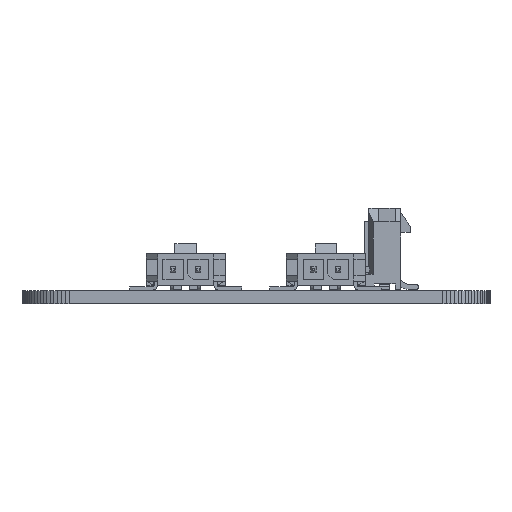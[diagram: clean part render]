
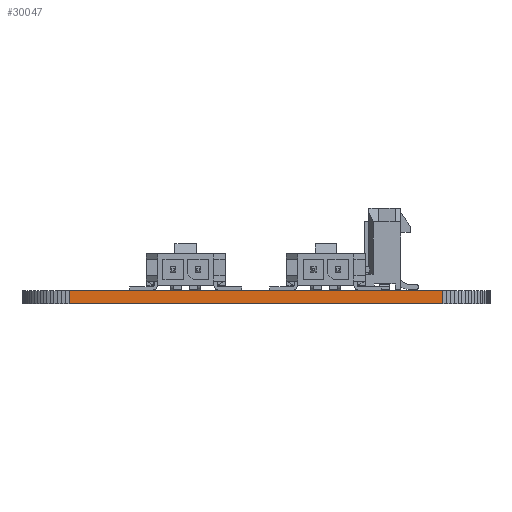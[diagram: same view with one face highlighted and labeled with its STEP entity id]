
A CAD part, left-side view. The second image highlights one B-rep face of the part: STEP entity #30047.
In plain terms, the highlighted planar face has unit normal (-1, 0, 0).
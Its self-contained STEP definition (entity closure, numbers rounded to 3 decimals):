
#24565 = PLANE('',#24566);
#24566 = AXIS2_PLACEMENT_3D('',#24567,#24568,#24569);
#24567 = CARTESIAN_POINT('',(145.5,-108.75,1.6));
#24568 = DIRECTION('',(-0.,-0.,-1.));
#24569 = DIRECTION('',(-1.,0.,0.));
#24619 = PLANE('',#24620);
#24620 = AXIS2_PLACEMENT_3D('',#24621,#24622,#24623);
#24621 = CARTESIAN_POINT('',(145.5,-108.75,0.));
#24622 = DIRECTION('',(-0.,-0.,-1.));
#24623 = DIRECTION('',(-1.,0.,0.));
#26324 = VERTEX_POINT('',#26325);
#26325 = CARTESIAN_POINT('',(115.25,-131.5,0.));
#26339 = PLANE('',#26340);
#26340 = AXIS2_PLACEMENT_3D('',#26341,#26342,#26343);
#26341 = CARTESIAN_POINT('',(115.27,-131.975,0.));
#26342 = DIRECTION('',(-0.999,-0.041,0.));
#26343 = DIRECTION('',(-0.041,0.999,0.));
#26351 = EDGE_CURVE('',#26324,#26352,#26354,.T.);
#26352 = VERTEX_POINT('',#26353);
#26353 = CARTESIAN_POINT('',(115.25,-86.,0.));
#26354 = SURFACE_CURVE('',#26355,(#26359,#26366),.PCURVE_S1.);
#26355 = LINE('',#26356,#26357);
#26356 = CARTESIAN_POINT('',(115.25,-131.5,0.));
#26357 = VECTOR('',#26358,1.);
#26358 = DIRECTION('',(0.,1.,0.));
#26359 = PCURVE('',#24619,#26360);
#26360 = DEFINITIONAL_REPRESENTATION('',(#26361),#26365);
#26361 = LINE('',#26362,#26363);
#26362 = CARTESIAN_POINT('',(30.25,-22.75));
#26363 = VECTOR('',#26364,1.);
#26364 = DIRECTION('',(0.,1.));
#26365 = ( GEOMETRIC_REPRESENTATION_CONTEXT(2) 
PARAMETRIC_REPRESENTATION_CONTEXT() REPRESENTATION_CONTEXT('2D SPACE',''
  ) );
#26366 = PCURVE('',#26367,#26372);
#26367 = PLANE('',#26368);
#26368 = AXIS2_PLACEMENT_3D('',#26369,#26370,#26371);
#26369 = CARTESIAN_POINT('',(115.25,-131.5,0.));
#26370 = DIRECTION('',(-1.,0.,0.));
#26371 = DIRECTION('',(0.,1.,0.));
#26372 = DEFINITIONAL_REPRESENTATION('',(#26373),#26377);
#26373 = LINE('',#26374,#26375);
#26374 = CARTESIAN_POINT('',(0.,0.));
#26375 = VECTOR('',#26376,1.);
#26376 = DIRECTION('',(1.,0.));
#26377 = ( GEOMETRIC_REPRESENTATION_CONTEXT(2) 
PARAMETRIC_REPRESENTATION_CONTEXT() REPRESENTATION_CONTEXT('2D SPACE',''
  ) );
#26395 = PLANE('',#26396);
#26396 = AXIS2_PLACEMENT_3D('',#26397,#26398,#26399);
#26397 = CARTESIAN_POINT('',(115.25,-86.,0.));
#26398 = DIRECTION('',(-0.999,0.041,0.));
#26399 = DIRECTION('',(0.041,0.999,0.));
#28344 = VERTEX_POINT('',#28345);
#28345 = CARTESIAN_POINT('',(115.25,-131.5,1.6));
#28366 = EDGE_CURVE('',#28344,#28367,#28369,.T.);
#28367 = VERTEX_POINT('',#28368);
#28368 = CARTESIAN_POINT('',(115.25,-86.,1.6));
#28369 = SURFACE_CURVE('',#28370,(#28374,#28381),.PCURVE_S1.);
#28370 = LINE('',#28371,#28372);
#28371 = CARTESIAN_POINT('',(115.25,-131.5,1.6));
#28372 = VECTOR('',#28373,1.);
#28373 = DIRECTION('',(0.,1.,0.));
#28374 = PCURVE('',#24565,#28375);
#28375 = DEFINITIONAL_REPRESENTATION('',(#28376),#28380);
#28376 = LINE('',#28377,#28378);
#28377 = CARTESIAN_POINT('',(30.25,-22.75));
#28378 = VECTOR('',#28379,1.);
#28379 = DIRECTION('',(0.,1.));
#28380 = ( GEOMETRIC_REPRESENTATION_CONTEXT(2) 
PARAMETRIC_REPRESENTATION_CONTEXT() REPRESENTATION_CONTEXT('2D SPACE',''
  ) );
#28381 = PCURVE('',#26367,#28382);
#28382 = DEFINITIONAL_REPRESENTATION('',(#28383),#28387);
#28383 = LINE('',#28384,#28385);
#28384 = CARTESIAN_POINT('',(0.,-1.6));
#28385 = VECTOR('',#28386,1.);
#28386 = DIRECTION('',(1.,0.));
#28387 = ( GEOMETRIC_REPRESENTATION_CONTEXT(2) 
PARAMETRIC_REPRESENTATION_CONTEXT() REPRESENTATION_CONTEXT('2D SPACE',''
  ) );
#29997 = EDGE_CURVE('',#26352,#28367,#29998,.T.);
#29998 = SURFACE_CURVE('',#29999,(#30003,#30010),.PCURVE_S1.);
#29999 = LINE('',#30000,#30001);
#30000 = CARTESIAN_POINT('',(115.25,-86.,0.));
#30001 = VECTOR('',#30002,1.);
#30002 = DIRECTION('',(0.,0.,1.));
#30003 = PCURVE('',#26395,#30004);
#30004 = DEFINITIONAL_REPRESENTATION('',(#30005),#30009);
#30005 = LINE('',#30006,#30007);
#30006 = CARTESIAN_POINT('',(0.,0.));
#30007 = VECTOR('',#30008,1.);
#30008 = DIRECTION('',(0.,-1.));
#30009 = ( GEOMETRIC_REPRESENTATION_CONTEXT(2) 
PARAMETRIC_REPRESENTATION_CONTEXT() REPRESENTATION_CONTEXT('2D SPACE',''
  ) );
#30010 = PCURVE('',#26367,#30011);
#30011 = DEFINITIONAL_REPRESENTATION('',(#30012),#30016);
#30012 = LINE('',#30013,#30014);
#30013 = CARTESIAN_POINT('',(45.5,0.));
#30014 = VECTOR('',#30015,1.);
#30015 = DIRECTION('',(0.,-1.));
#30016 = ( GEOMETRIC_REPRESENTATION_CONTEXT(2) 
PARAMETRIC_REPRESENTATION_CONTEXT() REPRESENTATION_CONTEXT('2D SPACE',''
  ) );
#30047 = ADVANCED_FACE('',(#30048),#26367,.T.);
#30048 = FACE_BOUND('',#30049,.T.);
#30049 = EDGE_LOOP('',(#30050,#30071,#30072,#30073));
#30050 = ORIENTED_EDGE('',*,*,#30051,.T.);
#30051 = EDGE_CURVE('',#26324,#28344,#30052,.T.);
#30052 = SURFACE_CURVE('',#30053,(#30057,#30064),.PCURVE_S1.);
#30053 = LINE('',#30054,#30055);
#30054 = CARTESIAN_POINT('',(115.25,-131.5,0.));
#30055 = VECTOR('',#30056,1.);
#30056 = DIRECTION('',(0.,0.,1.));
#30057 = PCURVE('',#26367,#30058);
#30058 = DEFINITIONAL_REPRESENTATION('',(#30059),#30063);
#30059 = LINE('',#30060,#30061);
#30060 = CARTESIAN_POINT('',(0.,0.));
#30061 = VECTOR('',#30062,1.);
#30062 = DIRECTION('',(0.,-1.));
#30063 = ( GEOMETRIC_REPRESENTATION_CONTEXT(2) 
PARAMETRIC_REPRESENTATION_CONTEXT() REPRESENTATION_CONTEXT('2D SPACE',''
  ) );
#30064 = PCURVE('',#26339,#30065);
#30065 = DEFINITIONAL_REPRESENTATION('',(#30066),#30070);
#30066 = LINE('',#30067,#30068);
#30067 = CARTESIAN_POINT('',(0.475,0.));
#30068 = VECTOR('',#30069,1.);
#30069 = DIRECTION('',(0.,-1.));
#30070 = ( GEOMETRIC_REPRESENTATION_CONTEXT(2) 
PARAMETRIC_REPRESENTATION_CONTEXT() REPRESENTATION_CONTEXT('2D SPACE',''
  ) );
#30071 = ORIENTED_EDGE('',*,*,#28366,.T.);
#30072 = ORIENTED_EDGE('',*,*,#29997,.F.);
#30073 = ORIENTED_EDGE('',*,*,#26351,.F.);
